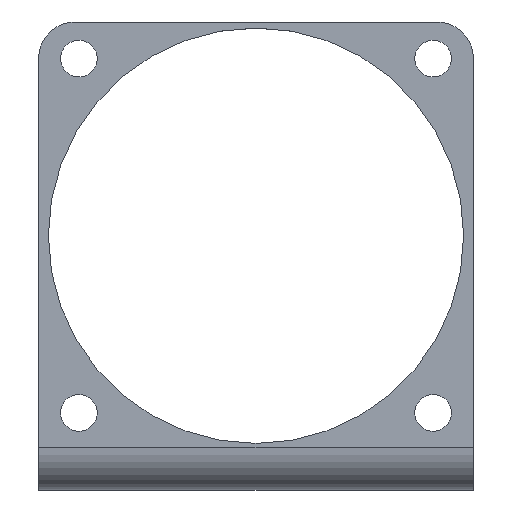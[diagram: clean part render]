
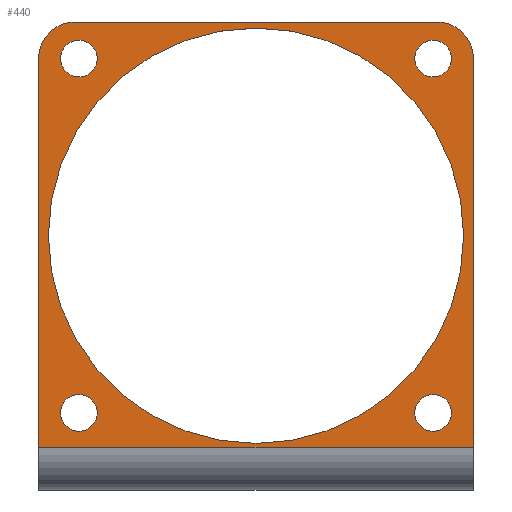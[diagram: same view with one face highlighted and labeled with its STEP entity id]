
A CAD part, top view. The second image highlights one B-rep face of the part: STEP entity #440.
In plain terms, the highlighted planar face has unit normal (0, 0, 1).
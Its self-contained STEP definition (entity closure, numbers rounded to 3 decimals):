
#20=FACE_BOUND('',#184,.T.);
#21=FACE_BOUND('',#185,.T.);
#22=FACE_BOUND('',#186,.T.);
#23=FACE_BOUND('',#187,.T.);
#24=FACE_BOUND('',#188,.T.);
#33=PLANE('',#497);
#42=CIRCLE('',#474,1.5);
#44=CIRCLE('',#477,1.5);
#46=CIRCLE('',#480,1.5);
#49=CIRCLE('',#484,3.);
#50=CIRCLE('',#486,1.5);
#52=CIRCLE('',#489,17.);
#55=CIRCLE('',#493,3.);
#60=LINE('',#751,#94);
#67=LINE('',#768,#101);
#87=LINE('',#836,#121);
#88=LINE('',#838,#122);
#94=VECTOR('',#521,10.);
#101=VECTOR('',#534,10.);
#121=VECTOR('',#610,10.);
#122=VECTOR('',#613,10.);
#156=FACE_OUTER_BOUND('',#183,.T.);
#183=EDGE_LOOP('',(#404,#405,#406,#407,#408,#409));
#184=EDGE_LOOP('',(#410));
#185=EDGE_LOOP('',(#411));
#186=EDGE_LOOP('',(#412));
#187=EDGE_LOOP('',(#413));
#188=EDGE_LOOP('',(#414));
#207=VERTEX_POINT('',#748);
#208=VERTEX_POINT('',#750);
#215=VERTEX_POINT('',#766);
#220=VERTEX_POINT('',#790);
#222=VERTEX_POINT('',#796);
#224=VERTEX_POINT('',#802);
#227=VERTEX_POINT('',#810);
#228=VERTEX_POINT('',#814);
#230=VERTEX_POINT('',#820);
#234=VERTEX_POINT('',#829);
#235=VERTEX_POINT('',#831);
#250=EDGE_CURVE('',#207,#208,#60,.T.);
#259=EDGE_CURVE('',#207,#215,#67,.T.);
#271=EDGE_CURVE('',#220,#220,#42,.T.);
#274=EDGE_CURVE('',#222,#222,#44,.T.);
#277=EDGE_CURVE('',#224,#224,#46,.T.);
#282=EDGE_CURVE('',#215,#227,#49,.T.);
#283=EDGE_CURVE('',#228,#228,#50,.T.);
#286=EDGE_CURVE('',#230,#230,#52,.T.);
#291=EDGE_CURVE('',#235,#234,#55,.T.);
#294=EDGE_CURVE('',#235,#227,#87,.T.);
#295=EDGE_CURVE('',#234,#208,#88,.T.);
#404=ORIENTED_EDGE('',*,*,#250,.F.);
#405=ORIENTED_EDGE('',*,*,#259,.T.);
#406=ORIENTED_EDGE('',*,*,#282,.T.);
#407=ORIENTED_EDGE('',*,*,#294,.F.);
#408=ORIENTED_EDGE('',*,*,#291,.T.);
#409=ORIENTED_EDGE('',*,*,#295,.T.);
#410=ORIENTED_EDGE('',*,*,#271,.T.);
#411=ORIENTED_EDGE('',*,*,#274,.T.);
#412=ORIENTED_EDGE('',*,*,#277,.T.);
#413=ORIENTED_EDGE('',*,*,#283,.T.);
#414=ORIENTED_EDGE('',*,*,#286,.T.);
#440=ADVANCED_FACE('',(#156,#20,#21,#22,#23,#24),#33,.T.);
#474=AXIS2_PLACEMENT_3D('',#791,#559,#560);
#477=AXIS2_PLACEMENT_3D('',#797,#566,#567);
#480=AXIS2_PLACEMENT_3D('',#803,#573,#574);
#484=AXIS2_PLACEMENT_3D('',#812,#583,#584);
#486=AXIS2_PLACEMENT_3D('',#815,#587,#588);
#489=AXIS2_PLACEMENT_3D('',#821,#594,#595);
#493=AXIS2_PLACEMENT_3D('',#832,#604,#605);
#497=AXIS2_PLACEMENT_3D('',#841,#617,#618);
#521=DIRECTION('',(-1.,0.,0.));
#534=DIRECTION('',(0.,1.,0.));
#559=DIRECTION('center_axis',(0.,0.,-1.));
#560=DIRECTION('ref_axis',(1.,0.,0.));
#566=DIRECTION('center_axis',(0.,0.,-1.));
#567=DIRECTION('ref_axis',(1.,0.,0.));
#573=DIRECTION('center_axis',(0.,0.,-1.));
#574=DIRECTION('ref_axis',(1.,0.,0.));
#583=DIRECTION('center_axis',(0.,0.,1.));
#584=DIRECTION('ref_axis',(1.,0.,0.));
#587=DIRECTION('center_axis',(0.,0.,-1.));
#588=DIRECTION('ref_axis',(1.,0.,0.));
#594=DIRECTION('center_axis',(0.,0.,-1.));
#595=DIRECTION('ref_axis',(1.,0.,0.));
#604=DIRECTION('center_axis',(0.,0.,1.));
#605=DIRECTION('ref_axis',(0.,1.,0.));
#610=DIRECTION('',(1.,0.,0.));
#613=DIRECTION('',(0.,-1.,0.));
#617=DIRECTION('center_axis',(0.,0.,1.));
#618=DIRECTION('ref_axis',(-1.,0.,0.));
#748=CARTESIAN_POINT('',(17.8,-35.,48.));
#750=CARTESIAN_POINT('',(-17.8,-35.,48.));
#751=CARTESIAN_POINT('',(8.9,-35.,48.));
#766=CARTESIAN_POINT('',(17.8,-3.2,48.));
#768=CARTESIAN_POINT('',(17.8,-35.2,48.));
#790=CARTESIAN_POINT('',(13.,-3.2,48.));
#791=CARTESIAN_POINT('Origin',(14.5,-3.2,48.));
#796=CARTESIAN_POINT('',(13.,-32.2,48.));
#797=CARTESIAN_POINT('Origin',(14.5,-32.2,48.));
#802=CARTESIAN_POINT('',(-16.,-3.2,48.));
#803=CARTESIAN_POINT('Origin',(-14.5,-3.2,48.));
#810=CARTESIAN_POINT('',(14.8,-0.2,48.));
#812=CARTESIAN_POINT('Origin',(14.8,-3.2,48.));
#814=CARTESIAN_POINT('',(-16.,-32.2,48.));
#815=CARTESIAN_POINT('Origin',(-14.5,-32.2,48.));
#820=CARTESIAN_POINT('',(-17.,-17.7,48.));
#821=CARTESIAN_POINT('Origin',(0.,-17.7,48.));
#829=CARTESIAN_POINT('',(-17.8,-3.2,48.));
#831=CARTESIAN_POINT('',(-14.8,-0.2,48.));
#832=CARTESIAN_POINT('Origin',(-14.8,-3.2,48.));
#836=CARTESIAN_POINT('',(-27.,-0.2,48.));
#838=CARTESIAN_POINT('',(-17.8,-35.2,48.));
#841=CARTESIAN_POINT('Origin',(17.8,-35.2,48.));
